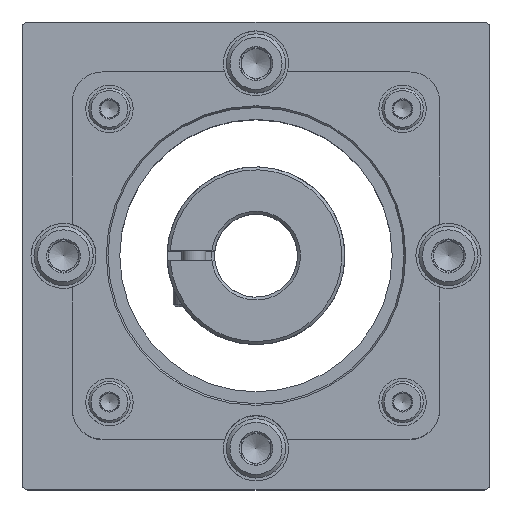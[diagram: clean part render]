
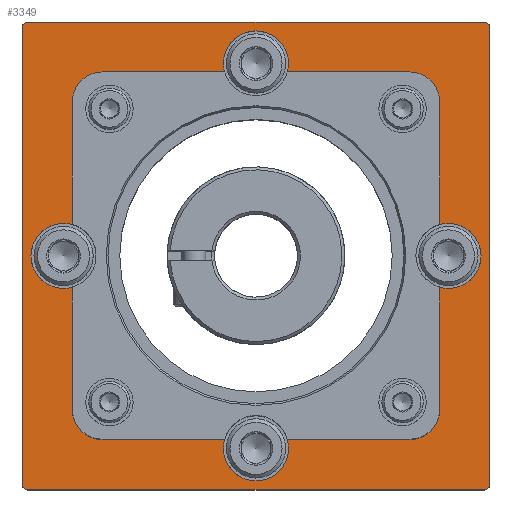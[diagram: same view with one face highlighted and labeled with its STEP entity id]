
A CAD part, top view. The second image highlights one B-rep face of the part: STEP entity #3349.
In plain terms, the highlighted planar face has unit normal (0, 0, 1).
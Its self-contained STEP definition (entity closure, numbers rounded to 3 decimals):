
#207=CIRCLE('',#3633,5.);
#209=CIRCLE('',#3636,5.);
#211=CIRCLE('',#3639,5.);
#213=CIRCLE('',#3642,5.);
#225=CIRCLE('',#3657,1.);
#227=CIRCLE('',#3661,1.);
#229=CIRCLE('',#3665,1.);
#231=CIRCLE('',#3669,1.);
#232=CIRCLE('',#3671,5.5);
#233=CIRCLE('',#3672,5.5);
#234=CIRCLE('',#3673,5.5);
#235=CIRCLE('',#3674,5.5);
#608=ORIENTED_EDGE('',*,*,#1522,.T.);
#609=ORIENTED_EDGE('',*,*,#1456,.F.);
#610=ORIENTED_EDGE('',*,*,#1487,.F.);
#611=ORIENTED_EDGE('',*,*,#1474,.F.);
#612=ORIENTED_EDGE('',*,*,#1523,.T.);
#613=ORIENTED_EDGE('',*,*,#1480,.F.);
#614=ORIENTED_EDGE('',*,*,#1485,.F.);
#615=ORIENTED_EDGE('',*,*,#1466,.F.);
#616=ORIENTED_EDGE('',*,*,#1524,.T.);
#617=ORIENTED_EDGE('',*,*,#1472,.F.);
#618=ORIENTED_EDGE('',*,*,#1483,.F.);
#619=ORIENTED_EDGE('',*,*,#1458,.F.);
#620=ORIENTED_EDGE('',*,*,#1525,.T.);
#621=ORIENTED_EDGE('',*,*,#1464,.F.);
#622=ORIENTED_EDGE('',*,*,#1481,.F.);
#623=ORIENTED_EDGE('',*,*,#1450,.F.);
#624=ORIENTED_EDGE('',*,*,#1500,.T.);
#625=ORIENTED_EDGE('',*,*,#1504,.T.);
#626=ORIENTED_EDGE('',*,*,#1507,.T.);
#627=ORIENTED_EDGE('',*,*,#1510,.T.);
#628=ORIENTED_EDGE('',*,*,#1513,.T.);
#629=ORIENTED_EDGE('',*,*,#1516,.T.);
#630=ORIENTED_EDGE('',*,*,#1519,.T.);
#631=ORIENTED_EDGE('',*,*,#1521,.T.);
#1450=EDGE_CURVE('',#1920,#1922,#2259,.T.);
#1456=EDGE_CURVE('',#1927,#1925,#2265,.T.);
#1458=EDGE_CURVE('',#1928,#1930,#2267,.T.);
#1464=EDGE_CURVE('',#1935,#1933,#2273,.T.);
#1466=EDGE_CURVE('',#1936,#1938,#2275,.T.);
#1472=EDGE_CURVE('',#1943,#1941,#2281,.T.);
#1474=EDGE_CURVE('',#1944,#1946,#2283,.T.);
#1480=EDGE_CURVE('',#1951,#1949,#2289,.T.);
#1481=EDGE_CURVE('',#1922,#1935,#207,.T.);
#1483=EDGE_CURVE('',#1930,#1943,#209,.T.);
#1485=EDGE_CURVE('',#1938,#1951,#211,.T.);
#1487=EDGE_CURVE('',#1946,#1927,#213,.T.);
#1500=EDGE_CURVE('',#1960,#1959,#2292,.T.);
#1504=EDGE_CURVE('',#1959,#1962,#225,.T.);
#1507=EDGE_CURVE('',#1962,#1964,#2297,.T.);
#1510=EDGE_CURVE('',#1964,#1966,#227,.T.);
#1513=EDGE_CURVE('',#1966,#1968,#2301,.T.);
#1516=EDGE_CURVE('',#1968,#1970,#229,.T.);
#1519=EDGE_CURVE('',#1970,#1972,#2305,.T.);
#1521=EDGE_CURVE('',#1972,#1960,#231,.T.);
#1522=EDGE_CURVE('',#1920,#1925,#232,.F.);
#1523=EDGE_CURVE('',#1944,#1949,#233,.F.);
#1524=EDGE_CURVE('',#1936,#1941,#234,.F.);
#1525=EDGE_CURVE('',#1928,#1933,#235,.F.);
#1920=VERTEX_POINT('',#5198);
#1922=VERTEX_POINT('',#5201);
#1925=VERTEX_POINT('',#5208);
#1927=VERTEX_POINT('',#5212);
#1928=VERTEX_POINT('',#5216);
#1930=VERTEX_POINT('',#5219);
#1933=VERTEX_POINT('',#5226);
#1935=VERTEX_POINT('',#5230);
#1936=VERTEX_POINT('',#5234);
#1938=VERTEX_POINT('',#5237);
#1941=VERTEX_POINT('',#5244);
#1943=VERTEX_POINT('',#5248);
#1944=VERTEX_POINT('',#5252);
#1946=VERTEX_POINT('',#5255);
#1949=VERTEX_POINT('',#5262);
#1951=VERTEX_POINT('',#5266);
#1959=VERTEX_POINT('',#5300);
#1960=VERTEX_POINT('',#5302);
#1962=VERTEX_POINT('',#5308);
#1964=VERTEX_POINT('',#5314);
#1966=VERTEX_POINT('',#5320);
#1968=VERTEX_POINT('',#5326);
#1970=VERTEX_POINT('',#5332);
#1972=VERTEX_POINT('',#5338);
#2259=LINE('',#5200,#2457);
#2265=LINE('',#5213,#2463);
#2267=LINE('',#5218,#2465);
#2273=LINE('',#5231,#2471);
#2275=LINE('',#5236,#2473);
#2281=LINE('',#5249,#2479);
#2283=LINE('',#5254,#2481);
#2289=LINE('',#5267,#2487);
#2292=LINE('',#5301,#2490);
#2297=LINE('',#5315,#2495);
#2301=LINE('',#5327,#2499);
#2305=LINE('',#5339,#2503);
#2457=VECTOR('',#4086,1000.);
#2463=VECTOR('',#4094,1000.);
#2465=VECTOR('',#4098,1000.);
#2471=VECTOR('',#4106,1000.);
#2473=VECTOR('',#4110,1000.);
#2479=VECTOR('',#4118,1000.);
#2481=VECTOR('',#4122,1000.);
#2487=VECTOR('',#4130,1000.);
#2490=VECTOR('',#4179,1000.);
#2495=VECTOR('',#4192,1000.);
#2499=VECTOR('',#4204,1000.);
#2503=VECTOR('',#4216,1000.);
#2680=EDGE_LOOP('',(#608,#609,#610,#611,#612,#613,#614,#615,#616,#617,#618,
#619,#620,#621,#622,#623));
#2681=EDGE_LOOP('',(#624,#625,#626,#627,#628,#629,#630,#631));
#2972=FACE_BOUND('',#2680,.T.);
#2973=FACE_BOUND('',#2681,.T.);
#3258=PLANE('',#3670);
#3349=ADVANCED_FACE('',(#2972,#2973),#3258,.T.);
#3633=AXIS2_PLACEMENT_3D('',#5269,#4133,#4134);
#3636=AXIS2_PLACEMENT_3D('',#5272,#4139,#4140);
#3639=AXIS2_PLACEMENT_3D('',#5275,#4145,#4146);
#3642=AXIS2_PLACEMENT_3D('',#5278,#4151,#4152);
#3657=AXIS2_PLACEMENT_3D('',#5309,#4186,#4187);
#3661=AXIS2_PLACEMENT_3D('',#5321,#4198,#4199);
#3665=AXIS2_PLACEMENT_3D('',#5333,#4210,#4211);
#3669=AXIS2_PLACEMENT_3D('',#5342,#4221,#4222);
#3670=AXIS2_PLACEMENT_3D('',#5343,#4223,#4224);
#3671=AXIS2_PLACEMENT_3D('',#5344,#4225,#4226);
#3672=AXIS2_PLACEMENT_3D('',#5345,#4227,#4228);
#3673=AXIS2_PLACEMENT_3D('',#5346,#4229,#4230);
#3674=AXIS2_PLACEMENT_3D('',#5347,#4231,#4232);
#4086=DIRECTION('',(0.,-1.,0.));
#4094=DIRECTION('',(0.,-1.,0.));
#4098=DIRECTION('',(1.,0.,0.));
#4106=DIRECTION('',(1.,0.,0.));
#4110=DIRECTION('',(0.,1.,0.));
#4118=DIRECTION('',(0.,1.,0.));
#4122=DIRECTION('',(-1.,0.,0.));
#4130=DIRECTION('',(-1.,0.,0.));
#4133=DIRECTION('',(0.,0.,1.));
#4134=DIRECTION('',(1.,0.,0.));
#4139=DIRECTION('',(0.,0.,1.));
#4140=DIRECTION('',(1.,0.,0.));
#4145=DIRECTION('',(0.,0.,1.));
#4146=DIRECTION('',(1.,0.,0.));
#4151=DIRECTION('',(0.,0.,1.));
#4152=DIRECTION('',(1.,0.,0.));
#4179=DIRECTION('',(0.,-1.,0.));
#4186=DIRECTION('',(0.,0.,1.));
#4187=DIRECTION('',(1.,0.,0.));
#4192=DIRECTION('',(1.,0.,0.));
#4198=DIRECTION('',(0.,0.,1.));
#4199=DIRECTION('',(1.,0.,0.));
#4204=DIRECTION('',(0.,1.,0.));
#4210=DIRECTION('',(0.,0.,1.));
#4211=DIRECTION('',(1.,0.,0.));
#4216=DIRECTION('',(-1.,0.,0.));
#4221=DIRECTION('',(0.,0.,1.));
#4222=DIRECTION('',(1.,0.,0.));
#4223=DIRECTION('',(0.,0.,1.));
#4224=DIRECTION('',(1.,0.,0.));
#4225=DIRECTION('',(0.,0.,1.));
#4226=DIRECTION('',(1.,0.,0.));
#4227=DIRECTION('',(0.,0.,1.));
#4228=DIRECTION('',(1.,0.,0.));
#4229=DIRECTION('',(0.,0.,1.));
#4230=DIRECTION('',(1.,0.,0.));
#4231=DIRECTION('',(0.,0.,1.));
#4232=DIRECTION('',(1.,0.,0.));
#5198=CARTESIAN_POINT('',(-31.,-5.292,14.));
#5200=CARTESIAN_POINT('',(-31.,26.,14.));
#5201=CARTESIAN_POINT('',(-31.,-26.,14.));
#5208=CARTESIAN_POINT('',(-31.,5.292,14.));
#5212=CARTESIAN_POINT('',(-31.,26.,14.));
#5213=CARTESIAN_POINT('',(-31.,26.,14.));
#5216=CARTESIAN_POINT('',(5.292,-31.,14.));
#5218=CARTESIAN_POINT('',(-26.,-31.,14.));
#5219=CARTESIAN_POINT('',(26.,-31.,14.));
#5226=CARTESIAN_POINT('',(-5.292,-31.,14.));
#5230=CARTESIAN_POINT('',(-26.,-31.,14.));
#5231=CARTESIAN_POINT('',(-26.,-31.,14.));
#5234=CARTESIAN_POINT('',(31.,5.292,14.));
#5236=CARTESIAN_POINT('',(31.,-26.,14.));
#5237=CARTESIAN_POINT('',(31.,26.,14.));
#5244=CARTESIAN_POINT('',(31.,-5.292,14.));
#5248=CARTESIAN_POINT('',(31.,-26.,14.));
#5249=CARTESIAN_POINT('',(31.,-26.,14.));
#5252=CARTESIAN_POINT('',(-5.292,31.,14.));
#5254=CARTESIAN_POINT('',(26.,31.,14.));
#5255=CARTESIAN_POINT('',(-26.,31.,14.));
#5262=CARTESIAN_POINT('',(5.292,31.,14.));
#5266=CARTESIAN_POINT('',(26.,31.,14.));
#5267=CARTESIAN_POINT('',(26.,31.,14.));
#5269=CARTESIAN_POINT('',(-26.,-26.,14.));
#5272=CARTESIAN_POINT('',(26.,-26.,14.));
#5275=CARTESIAN_POINT('',(26.,26.,14.));
#5278=CARTESIAN_POINT('',(-26.,26.,14.));
#5300=CARTESIAN_POINT('',(-39.5,-38.5,14.));
#5301=CARTESIAN_POINT('',(-39.5,38.5,14.));
#5302=CARTESIAN_POINT('',(-39.5,38.5,14.));
#5308=CARTESIAN_POINT('',(-38.5,-39.5,14.));
#5309=CARTESIAN_POINT('',(-38.5,-38.5,14.));
#5314=CARTESIAN_POINT('',(38.5,-39.5,14.));
#5315=CARTESIAN_POINT('',(-38.5,-39.5,14.));
#5320=CARTESIAN_POINT('',(39.5,-38.5,14.));
#5321=CARTESIAN_POINT('',(38.5,-38.5,14.));
#5326=CARTESIAN_POINT('',(39.5,38.5,14.));
#5327=CARTESIAN_POINT('',(39.5,-38.5,14.));
#5332=CARTESIAN_POINT('',(38.5,39.5,14.));
#5333=CARTESIAN_POINT('',(38.5,38.5,14.));
#5338=CARTESIAN_POINT('',(-38.5,39.5,14.));
#5339=CARTESIAN_POINT('',(38.5,39.5,14.));
#5342=CARTESIAN_POINT('',(-38.5,38.5,14.));
#5343=CARTESIAN_POINT('',(-38.5,-38.5,14.));
#5344=CARTESIAN_POINT('',(-32.5,0.,14.));
#5345=CARTESIAN_POINT('',(0.,32.5,14.));
#5346=CARTESIAN_POINT('',(32.5,0.,14.));
#5347=CARTESIAN_POINT('',(0.,-32.5,14.));
